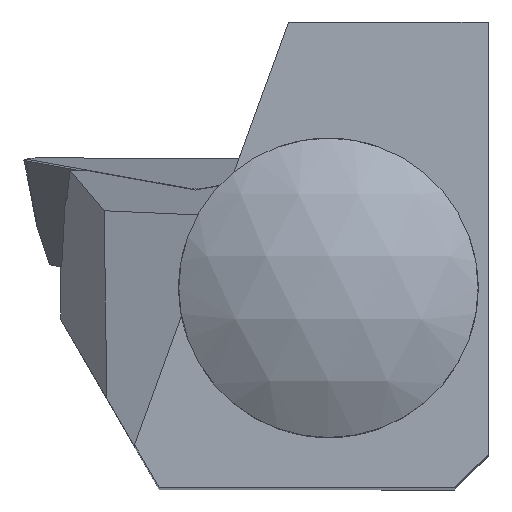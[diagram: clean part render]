
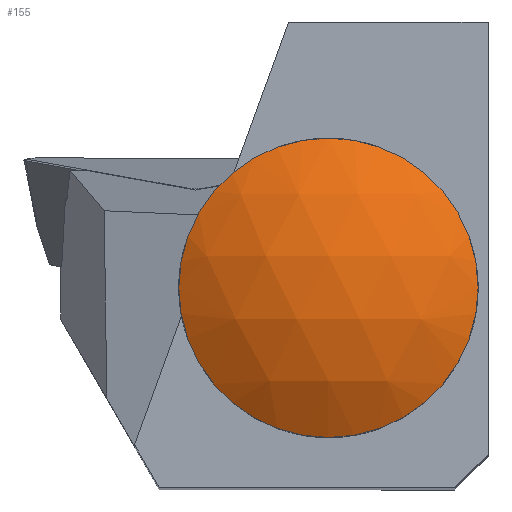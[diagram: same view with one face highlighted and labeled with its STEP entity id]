
A CAD part, top view. The second image highlights one B-rep face of the part: STEP entity #155.
In plain terms, the highlighted spherical face has radius 8 mm.
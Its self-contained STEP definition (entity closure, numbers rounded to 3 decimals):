
#23=SPHERICAL_SURFACE('',#877,8.);
#116=CIRCLE('',#876,4.5);
#155=ADVANCED_FACE('',(#224),#23,.T.);
#224=FACE_OUTER_BOUND('',#273,.T.);
#273=EDGE_LOOP('',(#437));
#437=ORIENTED_EDGE('',*,*,#652,.F.);
#562=VERTEX_POINT('',#1554);
#652=EDGE_CURVE('',#562,#562,#116,.T.);
#876=AXIS2_PLACEMENT_3D('',#1553,#1033,#1034);
#877=AXIS2_PLACEMENT_3D('',#1555,#1035,#1036);
#1033=DIRECTION('',(0.,0.,-1.));
#1034=DIRECTION('',(0.,-1.,0.));
#1035=DIRECTION('',(0.,1.,0.));
#1036=DIRECTION('',(0.,0.,-1.));
#1553=CARTESIAN_POINT('',(-4.8,6.,4.414));
#1554=CARTESIAN_POINT('',(-4.8,1.5,4.414));
#1555=CARTESIAN_POINT('',(-4.8,6.,-2.2));
